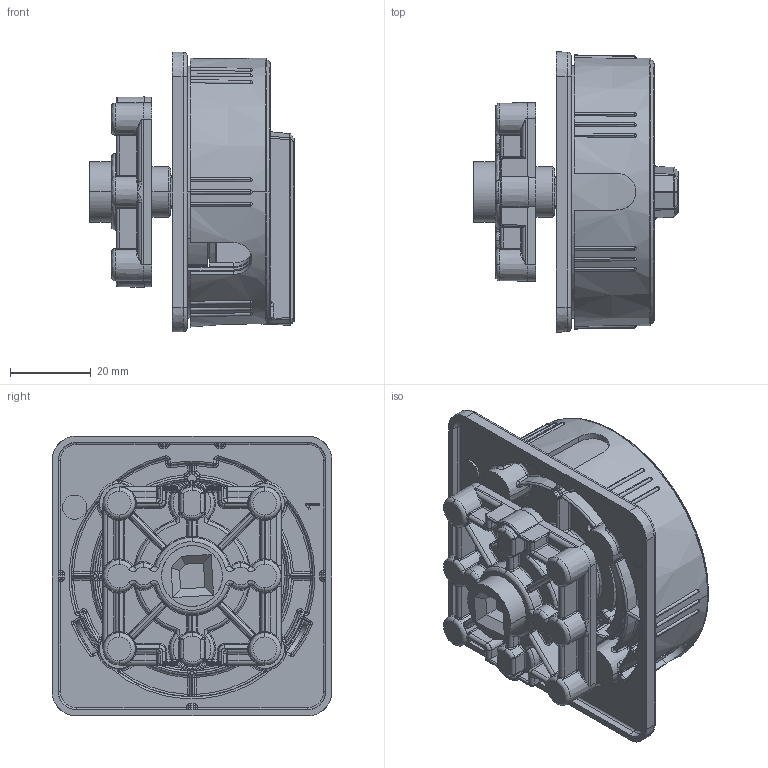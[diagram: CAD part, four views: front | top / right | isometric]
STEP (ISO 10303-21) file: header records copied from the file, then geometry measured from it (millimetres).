
FILE_DESCRIPTION (( 'STEP AP214' ), '1' );
FILE_NAME ('H01B.step', '2020-05-11T19:31:49', ( '' ), ( '' ), 'SwSTEP 2.0', 'SolidWorks 2019', '' );
FILE_SCHEMA (( 'AUTOMOTIVE_DESIGN' ));
Length unit declared in the file: inch
Products named in the file (2): H01B
Bounding box: 50.6 x 69.13 x 69.13 mm (x, y, z)
Volume: 48474.9 mm3; surface area: 48571.3 mm2
Topology: 1 solids, 1 shells, 2282 faces, 5543 edges, 3236 vertices
Faces by surface type: bspline 1231, plane 467, cylinder 403, cone 181
Entity records: 107232 total; most frequent: CARTESIAN_POINT 64132, ORIENTED_EDGE 10982, DIRECTION 6210, EDGE_CURVE 5491, VERTEX_POINT 3236, B_SPLINE_CURVE_WITH_KNOTS 2401, AXIS2_PLACEMENT_3D 2362, EDGE_LOOP 2339
